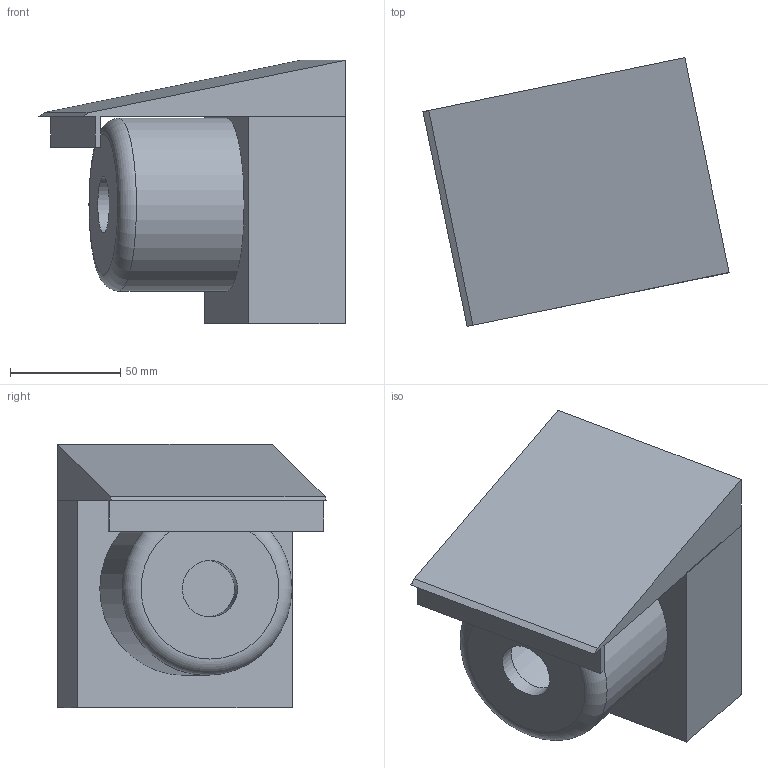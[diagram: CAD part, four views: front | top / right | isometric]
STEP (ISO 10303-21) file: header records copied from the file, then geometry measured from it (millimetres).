
FILE_DESCRIPTION(/* description */ (''),/* implementation_level */ '2;1');
FILE_NAME(/* name */ 'Sound device.step',/* time_stamp */ '2018-06-27T19:59:33+06:00',/* author */ (''),/* organization */ (''),/* preprocessor_version */ 'ST-DEVELOPER v17',/* originating_system */ 'Autodesk Translation Framework v7.1.0.215',/* authorisation */ '');
FILE_SCHEMA (('AUTOMOTIVE_DESIGN { 1 0 10303 214 3 1 1 }'));
Length unit declared in the file: millimetre
Products named in the file (1): Sound device flat 2.1 w/ lid
Bounding box: 138.81 x 121.8 x 119.4 mm (x, y, z)
Volume: 327586.9 mm3; surface area: 119368.5 mm2
Topology: 3 solids, 3 shells, 29 faces, 63 edges, 42 vertices
Faces by surface type: plane 24, cylinder 4, torus 1
Full cylindrical faces by diameter (mm): 25.619 x1, 68.514 x2, 78.514 x1
Entity records: 865 total; most frequent: CARTESIAN_POINT 135, DIRECTION 134, ORIENTED_EDGE 126, EDGE_CURVE 63, LINE 52, VECTOR 52, VERTEX_POINT 42, AXIS2_PLACEMENT_3D 41
